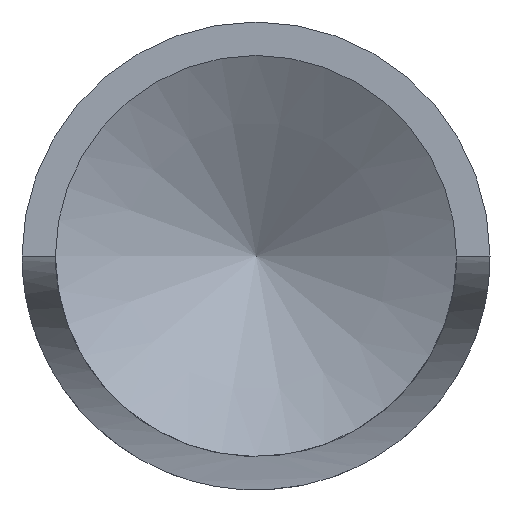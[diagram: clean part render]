
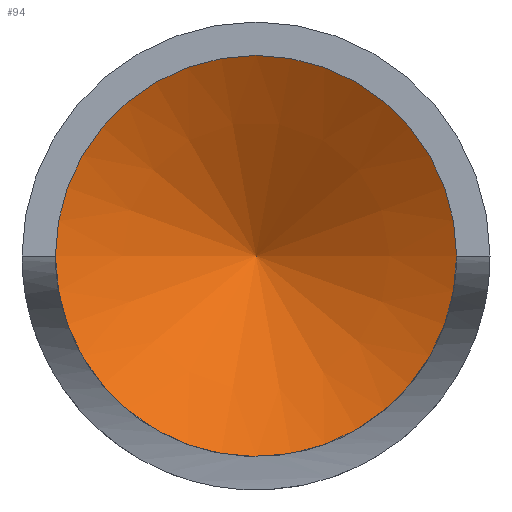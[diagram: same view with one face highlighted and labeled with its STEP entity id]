
A CAD part, front view. The second image highlights one B-rep face of the part: STEP entity #94.
In plain terms, the highlighted conical face has half-angle 60 degrees and reference radius 0 mm.
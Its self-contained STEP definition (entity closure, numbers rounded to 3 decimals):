
#46=FACE_BOUND('',#75,.T.);
#47=FACE_BOUND('',#141,.T.);
#75=VERTEX_LOOP('',#296);
#77=CONICAL_SURFACE('',#413,0.,60.);
#94=ADVANCED_FACE('',(#46,#47),#77,.F.);
#141=EDGE_LOOP('',(#229));
#182=CIRCLE('',#412,2.4);
#229=ORIENTED_EDGE('',*,*,#336,.T.);
#296=VERTEX_POINT('',#594);
#297=VERTEX_POINT('',#596);
#336=EDGE_CURVE('',#297,#297,#182,.T.);
#412=AXIS2_PLACEMENT_3D('',#595,#484,#485);
#413=AXIS2_PLACEMENT_3D('',#597,#486,#487);
#484=DIRECTION('',(0.,-1.,0.));
#485=DIRECTION('',(1.,0.,0.));
#486=DIRECTION('',(0.,-1.,0.));
#487=DIRECTION('',(1.,0.,0.));
#594=CARTESIAN_POINT('',(0.07,-5.937,0.));
#595=CARTESIAN_POINT('',(0.07,-7.323,0.));
#596=CARTESIAN_POINT('',(2.47,-7.323,0.));
#597=CARTESIAN_POINT('',(0.07,-5.937,0.));
